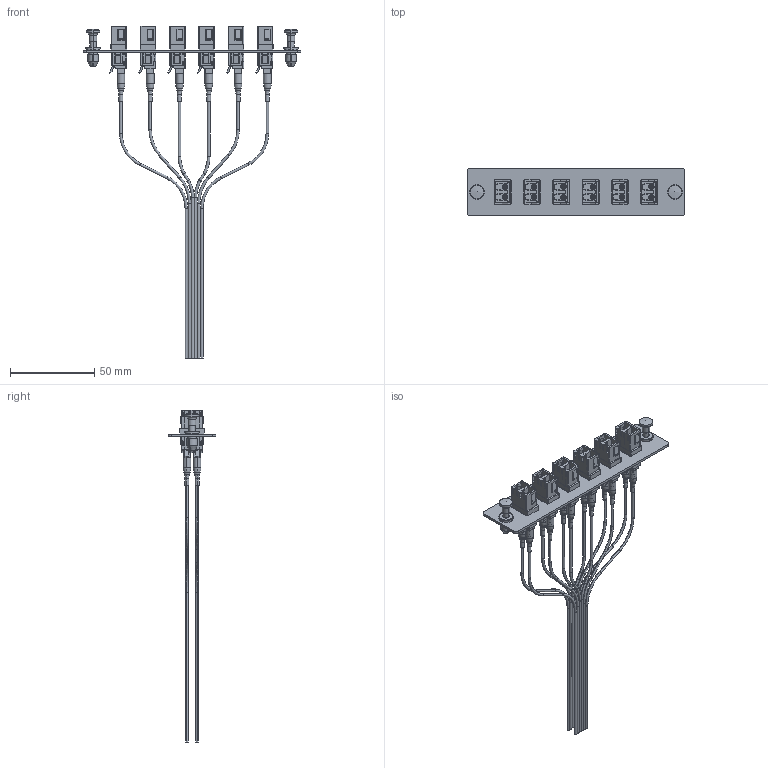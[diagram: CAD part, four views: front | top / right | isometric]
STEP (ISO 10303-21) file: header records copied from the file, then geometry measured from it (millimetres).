
FILE_DESCRIPTION (( 'STEP AP214' ), '1' );
FILE_NAME ('FSP12-LCM3-BL_3D.STEP', '2020-07-09T13:56:12', ( '' ), ( '' ), 'SwSTEP 2.0', 'SolidWorks 2018', '' );
FILE_SCHEMA (( 'AUTOMOTIVE_DESIGN' ));
Length unit declared in the file: inch
Products named in the file (13): FOA-974AF; FSP-6BNK-SCL-MA2; 1AF02-014-MA2; FSP06-CABLE-1; FSP12-LCM3-BL_3D; FSP-6BNK-SLC; FOA-806-MA3; FSP06-CABLE-2; 1AY07-044; 1AF02-044; FSP06-CABLE-3
Assembly tree (38 placements, depth 3):
  FSP12-LCM3-BL_3D
    FSP-6BNK-SLC
      FSP-6BNK-SLC
      FSP-6BNK-SCL-MA2  x2
    FOA-974AF  x6
      FOA-974AF
      FOA-806-MA3
    1AF02-044  x12
      1AY07-044
      1AF02-014-MA2
    FSP06-CABLE-1  x4
    FSP06-CABLE-2  x4
    FSP06-CABLE-3  x4
Bounding box: 129.5 x 28.5 x 197.22 mm (x, y, z)
Volume: 21724.2 mm3; surface area: 47002.3 mm2
Topology: 53 solids, 53 shells, 3204 faces, 8422 edges, 5336 vertices
Faces by surface type: plane 2012, cylinder 798, cone 204, torus 136, sphere 54
Entity records: 18985 total; most frequent: CARTESIAN_POINT 2930, DIRECTION 2893, ORIENTED_EDGE 2818, EDGE_CURVE 1409, VECTOR 1055, LINE 1055, AXIS2_PLACEMENT_3D 919, VERTEX_POINT 908
